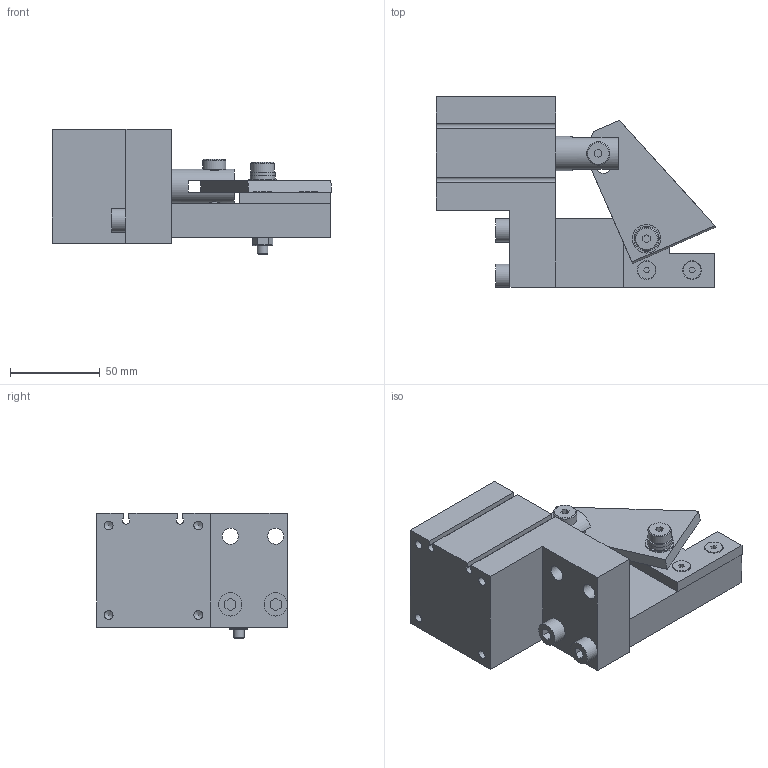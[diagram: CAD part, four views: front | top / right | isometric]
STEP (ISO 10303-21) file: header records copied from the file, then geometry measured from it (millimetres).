
FILE_DESCRIPTION(/* description */ (''),/* implementation_level */ '2;1');
FILE_NAME(/* name */ 'GO25.stp',/* time_stamp */ '2018-01-17T17:25:53-05:00',/* author */ ('ppanana'),/* organization */ (''),/* preprocessor_version */ 'ST-DEVELOPER v16.1',/* originating_system */ 'Autodesk Inventor 2016',/* authorisation */ '');
FILE_SCHEMA (('CONFIG_CONTROL_DESIGN'));
Length unit declared in the file: inch
Products named in the file (1): GO25 SOLID MODEL
Bounding box: 156.2 x 106.51 x 69.89 mm (x, y, z)
Surface area: 78313.6 mm2 (no closed solid volume)
Topology: 0 solids, 18 shells, 257 faces, 589 edges, 383 vertices
Faces by surface type: plane 153, cylinder 79, cone 25
Full cylindrical faces by diameter (mm): 3.242 x1, 4 x1, 4.14 x2, 4.917 x2, 4.928 x4, 5 x2, 5.512 x2, 6 x2, 6.655 x2, 7.925 x1, 7.95 x2, 8 x7, 8.013 x2, 8.052 x1, 8.128 x1, 9 x4, 10 x2, 12 x2, 13 x4, 14 x2, 15.875 x1, 19.05 x2
Entity records: 7043 total; most frequent: CARTESIAN_POINT 1212, DIRECTION 1143, ORIENTED_EDGE 970, EDGE_CURVE 485, AXIS2_PLACEMENT_3D 410, EDGE_LOOP 389, VERTEX_POINT 354, LINE 323
